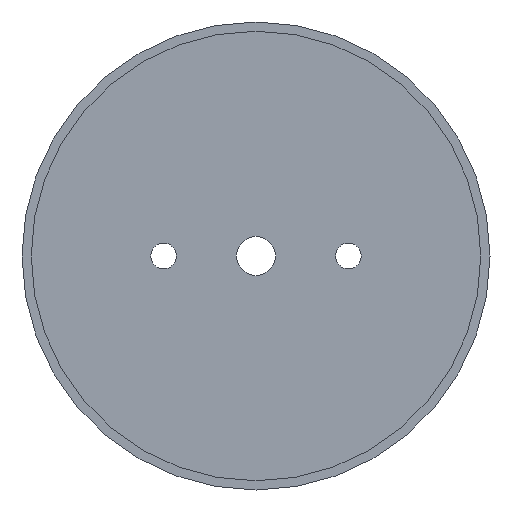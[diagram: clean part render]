
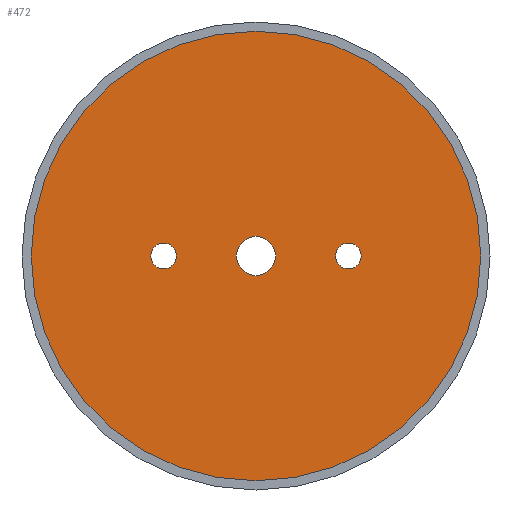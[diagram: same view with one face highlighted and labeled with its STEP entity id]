
A CAD part, front view. The second image highlights one B-rep face of the part: STEP entity #472.
In plain terms, the highlighted planar face has unit normal (0, -1, 0).
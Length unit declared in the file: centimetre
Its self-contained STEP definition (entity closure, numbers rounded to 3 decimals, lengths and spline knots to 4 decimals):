
#3 = ORIENTED_EDGE ( 'NONE', *, *, #375, .T. ) ;
#16 = CARTESIAN_POINT ( 'NONE',  ( -1.5, 0., 0.2083 ) ) ;
#17 = CIRCLE ( 'NONE', #178, 0.3175 ) ;
#20 = DIRECTION ( 'NONE',  ( 0., 0., -1. ) ) ;
#26 = DIRECTION ( 'NONE',  ( 0., 1., 0. ) ) ;
#29 = CARTESIAN_POINT ( 'NONE',  ( -1.5, 0., 0. ) ) ;
#38 = VERTEX_POINT ( 'NONE', #273 ) ;
#46 = CARTESIAN_POINT ( 'NONE',  ( 0., 0., 0.3175 ) ) ;
#55 = AXIS2_PLACEMENT_3D ( 'NONE', #29, #26, #72 ) ;
#66 = EDGE_CURVE ( 'NONE', #186, #164, #416, .T. ) ;
#72 = DIRECTION ( 'NONE',  ( 0., 0., 1. ) ) ;
#75 = DIRECTION ( 'NONE',  ( 0., -1., 0. ) ) ;
#77 = ORIENTED_EDGE ( 'NONE', *, *, #127, .T. ) ;
#90 = EDGE_LOOP ( 'NONE', ( #439, #131 ) ) ;
#92 = CARTESIAN_POINT ( 'NONE',  ( 0., 0., -0.3175 ) ) ;
#97 = VERTEX_POINT ( 'NONE', #46 ) ;
#101 = FACE_BOUND ( 'NONE', #104, .T. ) ;
#104 = EDGE_LOOP ( 'NONE', ( #369, #245 ) ) ;
#106 = PLANE ( 'NONE',  #395 ) ;
#108 = CARTESIAN_POINT ( 'NONE',  ( 0., 0., 0. ) ) ;
#126 = CARTESIAN_POINT ( 'NONE',  ( 0., 0., -3.65 ) ) ;
#127 = EDGE_CURVE ( 'NONE', #405, #38, #425, .T. ) ;
#130 = DIRECTION ( 'NONE',  ( 0., 0., 1. ) ) ;
#131 = ORIENTED_EDGE ( 'NONE', *, *, #141, .T. ) ;
#132 = CIRCLE ( 'NONE', #409, 3.65 ) ;
#140 = AXIS2_PLACEMENT_3D ( 'NONE', #421, #426, #130 ) ;
#141 = EDGE_CURVE ( 'NONE', #247, #223, #283, .T. ) ;
#152 = CARTESIAN_POINT ( 'NONE',  ( -1.5, 0., 0. ) ) ;
#157 = CARTESIAN_POINT ( 'NONE',  ( 1.5, 0., 0. ) ) ;
#164 = VERTEX_POINT ( 'NONE', #205 ) ;
#167 = CARTESIAN_POINT ( 'NONE',  ( 0., 0., 0. ) ) ;
#168 = EDGE_CURVE ( 'NONE', #212, #97, #17, .T. ) ;
#178 = AXIS2_PLACEMENT_3D ( 'NONE', #240, #195, #388 ) ;
#184 = EDGE_CURVE ( 'NONE', #97, #212, #208, .T. ) ;
#186 = VERTEX_POINT ( 'NONE', #16 ) ;
#195 = DIRECTION ( 'NONE',  ( 0., 1., 0. ) ) ;
#197 = EDGE_CURVE ( 'NONE', #223, #247, #132, .T. ) ;
#200 = AXIS2_PLACEMENT_3D ( 'NONE', #210, #361, #256 ) ;
#205 = CARTESIAN_POINT ( 'NONE',  ( -1.5, 0., -0.2083 ) ) ;
#208 = CIRCLE ( 'NONE', #140, 0.3175 ) ;
#210 = CARTESIAN_POINT ( 'NONE',  ( 1.5, 0., 0. ) ) ;
#212 = VERTEX_POINT ( 'NONE', #92 ) ;
#223 = VERTEX_POINT ( 'NONE', #126 ) ;
#227 = DIRECTION ( 'NONE',  ( 0., 1., 0. ) ) ;
#240 = CARTESIAN_POINT ( 'NONE',  ( 0., 0., 0. ) ) ;
#245 = ORIENTED_EDGE ( 'NONE', *, *, #168, .T. ) ;
#247 = VERTEX_POINT ( 'NONE', #404 ) ;
#252 = DIRECTION ( 'NONE',  ( 0., 0., -1. ) ) ;
#256 = DIRECTION ( 'NONE',  ( 0., 0., 1. ) ) ;
#267 = DIRECTION ( 'NONE',  ( 0., 0., 1. ) ) ;
#273 = CARTESIAN_POINT ( 'NONE',  ( 1.5, 0., -0.2083 ) ) ;
#283 = CIRCLE ( 'NONE', #304, 3.65 ) ;
#286 = DIRECTION ( 'NONE',  ( 0., -1., 0. ) ) ;
#287 = EDGE_LOOP ( 'NONE', ( #367, #436 ) ) ;
#304 = AXIS2_PLACEMENT_3D ( 'NONE', #418, #286, #317 ) ;
#317 = DIRECTION ( 'NONE',  ( 0., 0., -1. ) ) ;
#333 = AXIS2_PLACEMENT_3D ( 'NONE', #157, #227, #373 ) ;
#339 = EDGE_LOOP ( 'NONE', ( #77, #3 ) ) ;
#359 = CARTESIAN_POINT ( 'NONE',  ( 1.5, 0., 0.2083 ) ) ;
#361 = DIRECTION ( 'NONE',  ( 0., 1., 0. ) ) ;
#367 = ORIENTED_EDGE ( 'NONE', *, *, #66, .T. ) ;
#369 = ORIENTED_EDGE ( 'NONE', *, *, #184, .T. ) ;
#373 = DIRECTION ( 'NONE',  ( 0., 0., 1. ) ) ;
#375 = EDGE_CURVE ( 'NONE', #38, #405, #417, .T. ) ;
#388 = DIRECTION ( 'NONE',  ( 0., 0., 1. ) ) ;
#391 = DIRECTION ( 'NONE',  ( 0., -1., 0. ) ) ;
#395 = AXIS2_PLACEMENT_3D ( 'NONE', #108, #75, #252 ) ;
#404 = CARTESIAN_POINT ( 'NONE',  ( 0., 0., 3.65 ) ) ;
#405 = VERTEX_POINT ( 'NONE', #359 ) ;
#409 = AXIS2_PLACEMENT_3D ( 'NONE', #167, #391, #20 ) ;
#414 = DIRECTION ( 'NONE',  ( 0., 1., 0. ) ) ;
#416 = CIRCLE ( 'NONE', #449, 0.2083 ) ;
#417 = CIRCLE ( 'NONE', #200, 0.2083 ) ;
#418 = CARTESIAN_POINT ( 'NONE',  ( 0., 0., 0. ) ) ;
#421 = CARTESIAN_POINT ( 'NONE',  ( 0., 0., 0. ) ) ;
#425 = CIRCLE ( 'NONE', #333, 0.2083 ) ;
#426 = DIRECTION ( 'NONE',  ( 0., 1., 0. ) ) ;
#428 = EDGE_CURVE ( 'NONE', #164, #186, #442, .T. ) ;
#435 = FACE_BOUND ( 'NONE', #287, .T. ) ;
#436 = ORIENTED_EDGE ( 'NONE', *, *, #428, .T. ) ;
#438 = FACE_BOUND ( 'NONE', #339, .T. ) ;
#439 = ORIENTED_EDGE ( 'NONE', *, *, #197, .T. ) ;
#442 = CIRCLE ( 'NONE', #55, 0.2083 ) ;
#449 = AXIS2_PLACEMENT_3D ( 'NONE', #152, #414, #267 ) ;
#472 = ADVANCED_FACE ( 'NONE', ( #435, #101, #438, #476 ), #106, .T. ) ;
#476 = FACE_OUTER_BOUND ( 'NONE', #90, .T. ) ;
